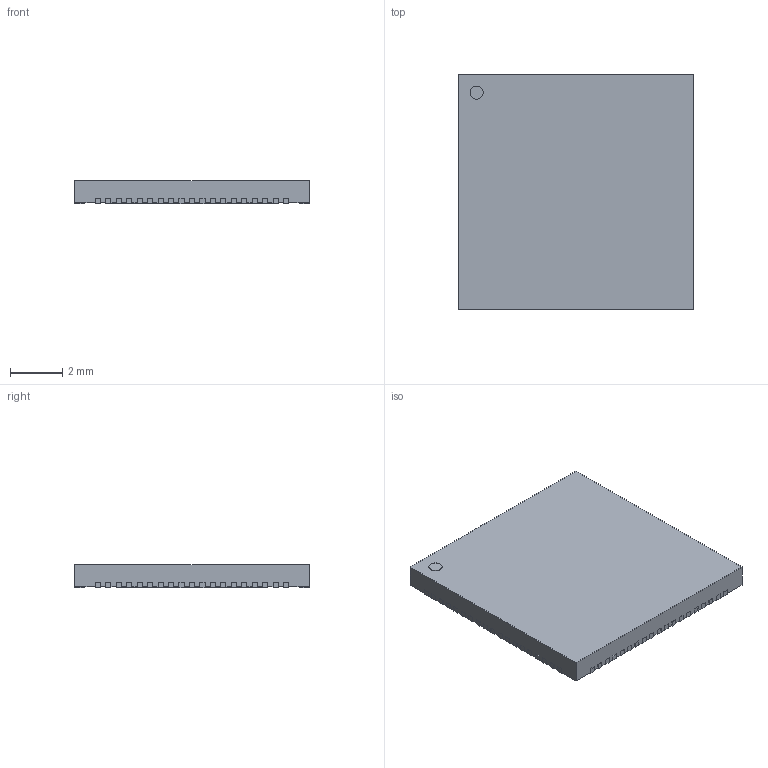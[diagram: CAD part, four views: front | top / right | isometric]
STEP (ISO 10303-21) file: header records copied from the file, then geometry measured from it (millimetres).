
FILE_DESCRIPTION(/* description */ ('model of QFN-76-1EP_9x9mm_P0.4mm_EP5.81x6.31mm'),/* implementation_level */ '2;1');
FILE_NAME(/* name */ 'QFN-76-1EP_9x9mm_P0.4mm_EP5.81x6.31mm.step',/* time_stamp */ '2022-12-14T11:03:14',/* author */ ('KiCAD','kicad'),/* organization */ ('OCCT'),/* preprocessor_version */ '',/* originating_system */ 'KiCAD',/* authorisation */ '');
FILE_SCHEMA(('AUTOMOTIVE_DESIGN { 1 0 10303 214 1 1 1 1 }'));
Length unit declared in the file: millimetre
Products named in the file (9): CQ assembly; 80cadcae-7b96-11ed-8cf4-acde48001122; 80cadcae-7b96-11ed-8cf4-acde48001122_part; 80cae168-7b96-11ed-8cf4-acde48001122; 80cae168-7b96-11ed-8cf4-acde48001122_part; 80cae320-7b96-11ed-8cf4-acde48001122; 80cae320-7b96-11ed-8cf4-acde48001122_part; 80cae424-7b96-11ed-8cf4-acde48001122; 80cae424-7b96-11ed-8cf4-acde48001122_part
Assembly tree (8 placements, depth 4):
  CQ assembly
    80cadcae-7b96-11ed-8cf4-acde48001122
      80cadcae-7b96-11ed-8cf4-acde48001122_part
      80cae168-7b96-11ed-8cf4-acde48001122
        80cae168-7b96-11ed-8cf4-acde48001122_part
      80cae320-7b96-11ed-8cf4-acde48001122
        80cae320-7b96-11ed-8cf4-acde48001122_part
      80cae424-7b96-11ed-8cf4-acde48001122
        80cae424-7b96-11ed-8cf4-acde48001122_part
Bounding box: 9 x 9 x 0.88 mm (x, y, z)
Volume: 69.4 mm3; surface area: 304.3 mm2
Topology: 79 solids, 79 shells, 782 faces, 1869 edges, 1246 vertices
Faces by surface type: plane 629, cylinder 153
Full cylindrical faces by diameter (mm): 0.5 x1
Entity records: 23016 total; most frequent: CARTESIAN_POINT 3906, DIRECTION 3757, ORIENTED_EDGE 3738, EDGE_CURVE 1869, LINE 1563, VECTOR 1563, VERTEX_POINT 1246, AXIS2_PLACEMENT_3D 1097
